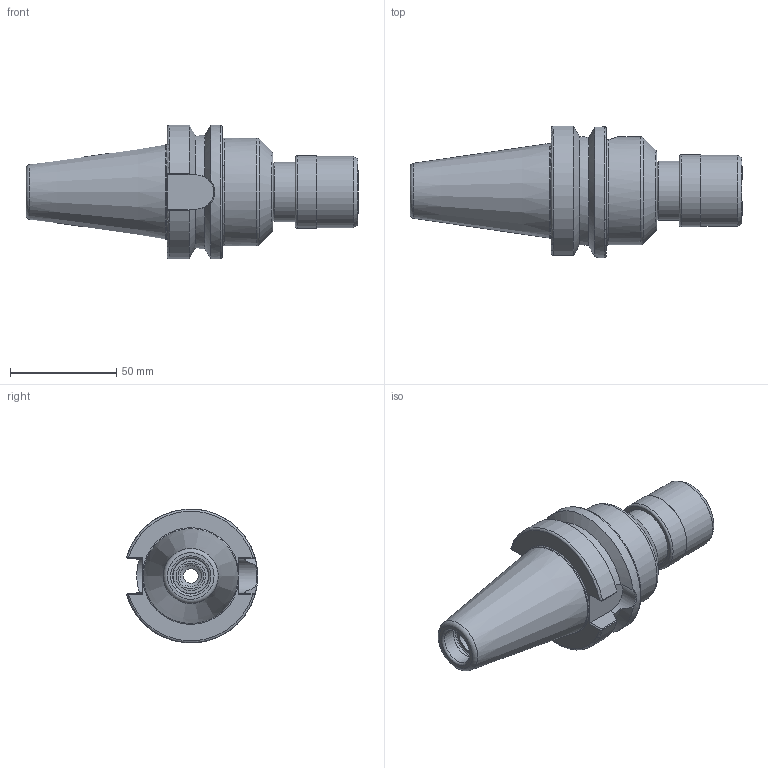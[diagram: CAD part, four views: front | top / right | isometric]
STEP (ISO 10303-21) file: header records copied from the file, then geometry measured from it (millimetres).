
FILE_DESCRIPTION(/* description */ (''),/* implementation_level */ '2;1');
FILE_NAME(/* name */ 'DBT40-RT1-0357.stp',/* time_stamp */ '2019-08-02T14:40:39-05:00',/* author */ ('ldfli'),/* organization */ (''),/* preprocessor_version */ 'ST-DEVELOPER v18',/* originating_system */ 'Autodesk Inventor LT',/* authorisation */ '');
FILE_SCHEMA (('AUTOMOTIVE_DESIGN { 1 0 10303 214 3 1 1 }'));
Length unit declared in the file: millimetre
Products named in the file (1): DBT40-RT1-0357
Bounding box: 156.2 x 61.83 x 62.87 mm (x, y, z)
Volume: 179492.5 mm3; surface area: 45689.7 mm2
Topology: 2 solids, 3 shells, 131 faces, 389 edges, 272 vertices
Faces by surface type: plane 44, cylinder 34, cone 23, torus 21, bspline 9
Full cylindrical faces by diameter (mm): 7 x1, 10 x1, 13.835 x1, 17 x1, 17.323 x1, 17.5 x1, 19 x1, 19.4 x1, 20 x1, 24.4 x1, 24.6 x1, 25 x4, 25.4 x2, 26.4 x1, 28 x2, 28.6 x1, 28.9 x1, 33.5 x1, 34 x1, 44.45 x1, 50.8 x1
Entity records: 5152 total; most frequent: CARTESIAN_POINT 1485, DIRECTION 787, ORIENTED_EDGE 778, EDGE_CURVE 389, AXIS2_PLACEMENT_3D 336, VERTEX_POINT 272, CIRCLE 210, EDGE_LOOP 147
